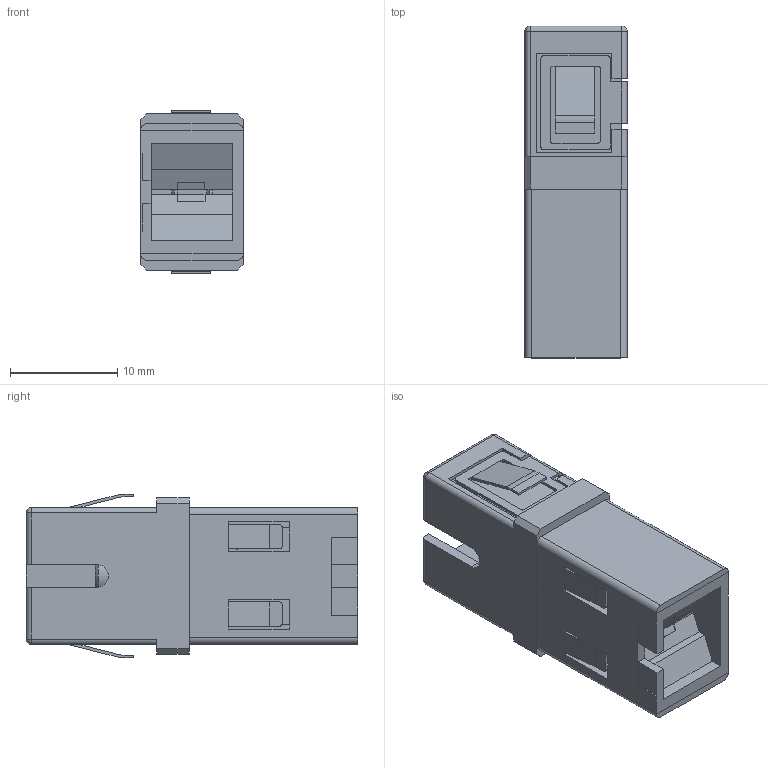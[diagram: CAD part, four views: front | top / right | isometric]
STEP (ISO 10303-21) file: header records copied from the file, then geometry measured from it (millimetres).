
FILE_DESCRIPTION (( 'STEP AP214' ), '1' );
FILE_NAME ('FOA-820-AQU_3D.STEP', '2022-02-15T22:36:35', ( '' ), ( '' ), 'SwSTEP 2.0', 'SolidWorks 2021', '' );
FILE_SCHEMA (( 'AUTOMOTIVE_DESIGN' ));
Length unit declared in the file: inch
Products named in the file (3): FOA-820-AQU; FOA-820-AQU_3D; FOA-985_MOUNTING CLIP
Assembly tree (2 placements, depth 2):
  FOA-820-AQU_3D
    FOA-820-AQU
    FOA-985_MOUNTING CLIP
Bounding box: 9.55 x 31 x 15.26 mm (x, y, z)
Volume: 1947.5 mm3; surface area: 4490.1 mm2
Topology: 6 solids, 6 shells, 258 faces, 674 edges, 428 vertices
Faces by surface type: plane 193, cylinder 53, cone 8, sphere 4
Entity records: 8954 total; most frequent: CARTESIAN_POINT 1361, ORIENTED_EDGE 1340, DIRECTION 1306, EDGE_CURVE 670, LINE 560, VECTOR 560, VERTEX_POINT 428, AXIS2_PLACEMENT_3D 373
